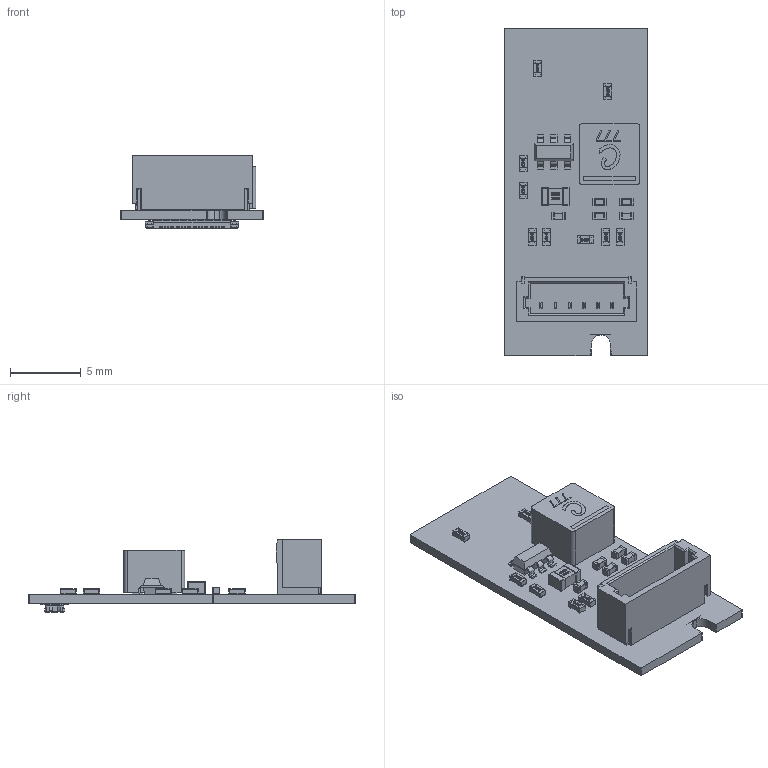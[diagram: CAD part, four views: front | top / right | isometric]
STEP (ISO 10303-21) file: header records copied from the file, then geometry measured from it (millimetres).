
FILE_DESCRIPTION(('Open CASCADE Model'),'2;1');
FILE_NAME('Open CASCADE Shape Model','2022-01-24T22:11:17',('Author'),( 'Open CASCADE'),'Open CASCADE STEP processor 6.8','Open CASCADE 6.8' ,'Unknown');
FILE_SCHEMA(('AUTOMOTIVE_DESIGN { 1 0 10303 214 1 1 1 1 }'));
Length unit declared in the file: millimetre
Products named in the file (33): PCB; Board; Open CASCADE STEP translator 6.8 1.1.1; Open CASCADE STEP translator 6.8 1.1.1.1; Open CASCADE STEP translator 6.8 1.1.1.2; Open CASCADE STEP translator 6.8 1.1.1.3; Open CASCADE STEP translator 6.8 1.1.1.4; R9; RES_1005-0402; R8; R7; R6; L1; Coilcraft-XFL4030; J2; FWF10002-S06S24W5M; C6; C0402; C5; C4; C0805; C3; J1; axe624124; U1; SOT-23-6; R5; R4; R3; R2; R1; C2; C1
Assembly tree (44 placements, depth 4):
  PCB
    Board
      Open CASCADE STEP translator 6.8 1.1.1
        Open CASCADE STEP translator 6.8 1.1.1.1
        Open CASCADE STEP translator 6.8 1.1.1.2
        Open CASCADE STEP translator 6.8 1.1.1.3
        Open CASCADE STEP translator 6.8 1.1.1.4
    R9
      RES_1005-0402
    R8
      RES_1005-0402
    R7
      RES_1005-0402
    R6
      RES_1005-0402
    L1
      Coilcraft-XFL4030
    J2
      FWF10002-S06S24W5M
    C6
      C0402
    C5
      C0402
    C4
      C0805
    C3
      C0402
    J1
      axe624124
    U1
      SOT-23-6
    R5
      RES_1005-0402
    R4
      RES_1005-0402
    R3
      RES_1005-0402
    R2
      RES_1005-0402
    R1
      RES_1005-0402
    C2
      C0402
    C1
      C0402
Bounding box: 10.15 x 23.15 x 5.22 mm (x, y, z)
Volume: 287.6 mm3; surface area: 955.9 mm2
Topology: 50 solids, 50 shells, 2359 faces, 5957 edges, 3740 vertices
Faces by surface type: plane 1507, bspline 434, cylinder 320, sphere 90, cone 4, torus 4
Entity records: 46595 total; most frequent: CARTESIAN_POINT 11925, ORIENTED_EDGE 6954, DIRECTION 6029, EDGE_CURVE 3477, LINE 2641, VECTOR 2641, VERTEX_POINT 2212, AXIS2_PLACEMENT_3D 1694
